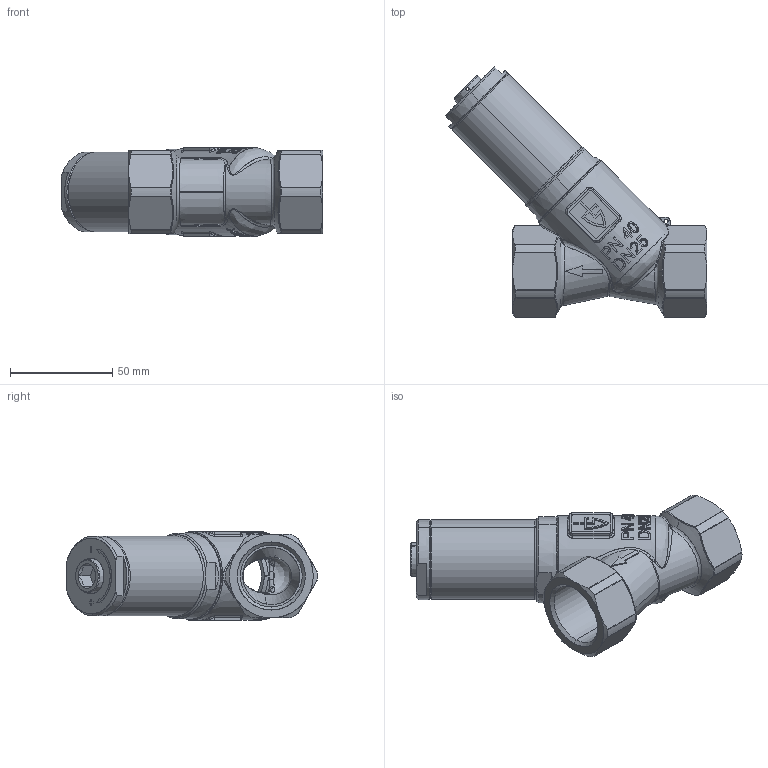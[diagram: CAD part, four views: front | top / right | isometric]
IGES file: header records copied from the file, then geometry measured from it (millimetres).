
Start section: SolidWorks IGES file using analytic representation for surfaces
Global section: file name: 617YTGFO_25_FF_2525.IGS; native system: SolidWorks 2020; preprocessor: SolidWorks 2020; author: Hehr; date: 201112.081802; units: millimetre
Bounding box: 128.06 x 122.54 x 44 mm (x, y, z)
Surface area: 54761 mm2 (no closed solid volume)
Topology: 0 solids, 0 shells, 730 faces, 9022 edges, 8998 vertices
Faces by surface type: bspline 479, revolution 251
